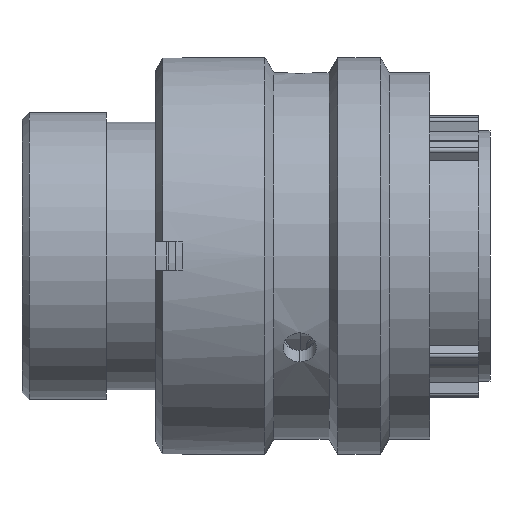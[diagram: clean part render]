
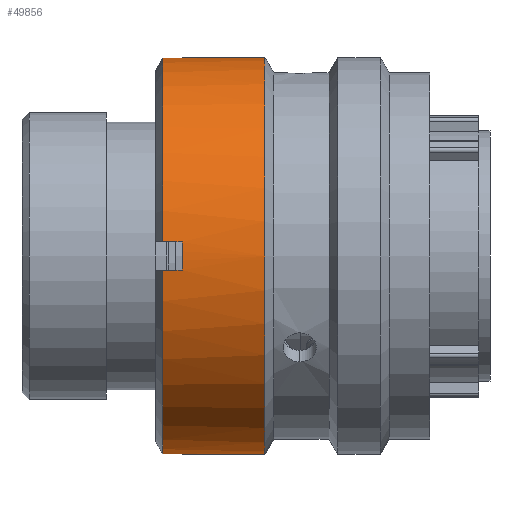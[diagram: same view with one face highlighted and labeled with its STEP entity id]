
A CAD part, front view. The second image highlights one B-rep face of the part: STEP entity #49856.
In plain terms, the highlighted cylindrical face has radius 14.15 mm (diameter 28.3 mm), a partial arc.
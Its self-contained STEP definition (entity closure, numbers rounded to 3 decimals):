
#727 = DIRECTION ( 'NONE',  ( 1., 0., 0. ) ) ;
#819 = VERTEX_POINT ( 'NONE', #22117 ) ;
#1430 = DIRECTION ( 'NONE',  ( 1., 0., 0. ) ) ;
#1433 = CARTESIAN_POINT ( 'NONE',  ( 29.07, -1., -14.115 ) ) ;
#2343 = CARTESIAN_POINT ( 'NONE',  ( 17.324, 0., -14.15 ) ) ;
#4438 = VERTEX_POINT ( 'NONE', #62085 ) ;
#4541 = CARTESIAN_POINT ( 'NONE',  ( 11.42, 0., 0. ) ) ;
#5131 = EDGE_CURVE ( 'NONE', #12671, #56536, #47671, .T. ) ;
#5188 = DIRECTION ( 'NONE',  ( 1., 0., 0. ) ) ;
#6023 = ORIENTED_EDGE ( 'NONE', *, *, #63341, .T. ) ;
#6118 = AXIS2_PLACEMENT_3D ( 'NONE', #17449, #75605, #37363 ) ;
#7320 = ORIENTED_EDGE ( 'NONE', *, *, #62732, .T. ) ;
#9305 = EDGE_CURVE ( 'NONE', #37421, #12671, #34725, .T. ) ;
#10063 = ORIENTED_EDGE ( 'NONE', *, *, #67239, .T. ) ;
#10772 = CIRCLE ( 'NONE', #31691, 14.15 ) ;
#12671 = VERTEX_POINT ( 'NONE', #64680 ) ;
#12758 = CYLINDRICAL_SURFACE ( 'NONE', #70938, 14.15 ) ;
#12875 = DIRECTION ( 'NONE',  ( 1., 0., 0. ) ) ;
#13725 = CARTESIAN_POINT ( 'NONE',  ( 29.07, 0., 14.15 ) ) ;
#14996 = CARTESIAN_POINT ( 'NONE',  ( 29.07, -14.115, 1. ) ) ;
#17449 = CARTESIAN_POINT ( 'NONE',  ( 10.02, 0., 0. ) ) ;
#17938 = VERTEX_POINT ( 'NONE', #49345 ) ;
#18314 = ORIENTED_EDGE ( 'NONE', *, *, #47238, .T. ) ;
#21143 = VERTEX_POINT ( 'NONE', #38402 ) ;
#22117 = CARTESIAN_POINT ( 'NONE',  ( 11.42, 0., -14.15 ) ) ;
#22522 = VECTOR ( 'NONE', #48372, 1000. ) ;
#24021 = EDGE_LOOP ( 'NONE', ( #32765, #68773, #78589, #64778, #35765, #7320, #6023, #31484, #18314, #36119, #10063, #24747 ) ) ;
#24747 = ORIENTED_EDGE ( 'NONE', *, *, #46084, .F. ) ;
#26105 = LINE ( 'NONE', #69570, #78236 ) ;
#27042 = DIRECTION ( 'NONE',  ( 0., 0., -1. ) ) ;
#27611 = DIRECTION ( 'NONE',  ( 0., 0., -1. ) ) ;
#29477 = AXIS2_PLACEMENT_3D ( 'NONE', #4541, #75415, #29483 ) ;
#29483 = DIRECTION ( 'NONE',  ( 0., 0., 1. ) ) ;
#30193 = CARTESIAN_POINT ( 'NONE',  ( 11.42, -14.115, -1. ) ) ;
#30757 = VECTOR ( 'NONE', #73497, 1000. ) ;
#31484 = ORIENTED_EDGE ( 'NONE', *, *, #37990, .T. ) ;
#31691 = AXIS2_PLACEMENT_3D ( 'NONE', #71475, #51869, #51585 ) ;
#32326 = EDGE_CURVE ( 'NONE', #60670, #819, #52188, .T. ) ;
#32765 = ORIENTED_EDGE ( 'NONE', *, *, #80735, .F. ) ;
#34030 = CARTESIAN_POINT ( 'NONE',  ( 10.02, -1., -14.115 ) ) ;
#34725 = CIRCLE ( 'NONE', #70827, 14.15 ) ;
#34806 = CIRCLE ( 'NONE', #52670, 14.15 ) ;
#34932 = EDGE_CURVE ( 'NONE', #68421, #17938, #75874, .T. ) ;
#35765 = ORIENTED_EDGE ( 'NONE', *, *, #34932, .T. ) ;
#36119 = ORIENTED_EDGE ( 'NONE', *, *, #32326, .T. ) ;
#37363 = DIRECTION ( 'NONE',  ( 0., 0., -1. ) ) ;
#37421 = VERTEX_POINT ( 'NONE', #84560 ) ;
#37990 = EDGE_CURVE ( 'NONE', #21143, #82020, #34806, .T. ) ;
#37993 = DIRECTION ( 'NONE',  ( -1., 0., 0. ) ) ;
#38402 = CARTESIAN_POINT ( 'NONE',  ( 10.02, -14.115, -1. ) ) ;
#40991 = AXIS2_PLACEMENT_3D ( 'NONE', #52999, #1430, #59519 ) ;
#42082 = VERTEX_POINT ( 'NONE', #30193 ) ;
#43918 = CARTESIAN_POINT ( 'NONE',  ( 10.02, -1., 14.115 ) ) ;
#45320 = LINE ( 'NONE', #13725, #63672 ) ;
#46084 = EDGE_CURVE ( 'NONE', #4438, #78318, #10772, .T. ) ;
#47238 = EDGE_CURVE ( 'NONE', #82020, #60670, #49202, .T. ) ;
#47671 = LINE ( 'NONE', #77115, #83448 ) ;
#47920 = LINE ( 'NONE', #65672, #53081 ) ;
#48372 = DIRECTION ( 'NONE',  ( 1., 0., 0. ) ) ;
#49202 = LINE ( 'NONE', #1433, #30757 ) ;
#49345 = CARTESIAN_POINT ( 'NONE',  ( 11.42, -14.115, 1. ) ) ;
#49539 = FACE_OUTER_BOUND ( 'NONE', #24021, .T. ) ;
#49856 = ADVANCED_FACE ( 'NONE', ( #49539 ), #12758, .T. ) ;
#51555 = DIRECTION ( 'NONE',  ( 0., 0., 1. ) ) ;
#51585 = DIRECTION ( 'NONE',  ( 0., 0., -1. ) ) ;
#51869 = DIRECTION ( 'NONE',  ( 1., 0., 0. ) ) ;
#52188 = CIRCLE ( 'NONE', #40991, 14.15 ) ;
#52670 = AXIS2_PLACEMENT_3D ( 'NONE', #72994, #53926, #27042 ) ;
#52999 = CARTESIAN_POINT ( 'NONE',  ( 11.42, 0., 0. ) ) ;
#53081 = VECTOR ( 'NONE', #12875, 1000. ) ;
#53926 = DIRECTION ( 'NONE',  ( 1., 0., 0. ) ) ;
#54199 = CARTESIAN_POINT ( 'NONE',  ( 29.07, 0., 0. ) ) ;
#56536 = VERTEX_POINT ( 'NONE', #43918 ) ;
#59519 = DIRECTION ( 'NONE',  ( 0., 0., 1. ) ) ;
#60670 = VERTEX_POINT ( 'NONE', #65877 ) ;
#62085 = CARTESIAN_POINT ( 'NONE',  ( 17.324, 0., 14.15 ) ) ;
#62732 = EDGE_CURVE ( 'NONE', #17938, #42082, #70251, .T. ) ;
#63341 = EDGE_CURVE ( 'NONE', #42082, #21143, #26105, .T. ) ;
#63672 = VECTOR ( 'NONE', #727, 1000. ) ;
#64680 = CARTESIAN_POINT ( 'NONE',  ( 11.42, -1., 14.115 ) ) ;
#64778 = ORIENTED_EDGE ( 'NONE', *, *, #73959, .T. ) ;
#65672 = CARTESIAN_POINT ( 'NONE',  ( 29.07, 0., -14.15 ) ) ;
#65877 = CARTESIAN_POINT ( 'NONE',  ( 11.42, -1., -14.115 ) ) ;
#66736 = DIRECTION ( 'NONE',  ( 1., 0., 0. ) ) ;
#67239 = EDGE_CURVE ( 'NONE', #819, #78318, #47920, .T. ) ;
#68421 = VERTEX_POINT ( 'NONE', #79931 ) ;
#68773 = ORIENTED_EDGE ( 'NONE', *, *, #9305, .T. ) ;
#69570 = CARTESIAN_POINT ( 'NONE',  ( 29.07, -14.115, -1. ) ) ;
#70251 = CIRCLE ( 'NONE', #29477, 14.15 ) ;
#70827 = AXIS2_PLACEMENT_3D ( 'NONE', #83500, #5188, #51555 ) ;
#70938 = AXIS2_PLACEMENT_3D ( 'NONE', #54199, #66736, #27611 ) ;
#71475 = CARTESIAN_POINT ( 'NONE',  ( 17.324, 0., 0. ) ) ;
#72994 = CARTESIAN_POINT ( 'NONE',  ( 10.02, 0., 0. ) ) ;
#73497 = DIRECTION ( 'NONE',  ( 1., 0., 0. ) ) ;
#73959 = EDGE_CURVE ( 'NONE', #56536, #68421, #80813, .T. ) ;
#75415 = DIRECTION ( 'NONE',  ( 1., 0., 0. ) ) ;
#75605 = DIRECTION ( 'NONE',  ( 1., 0., 0. ) ) ;
#75874 = LINE ( 'NONE', #14996, #22522 ) ;
#76777 = DIRECTION ( 'NONE',  ( -1., 0., 0. ) ) ;
#77115 = CARTESIAN_POINT ( 'NONE',  ( 29.07, -1., 14.115 ) ) ;
#78236 = VECTOR ( 'NONE', #76777, 1000. ) ;
#78318 = VERTEX_POINT ( 'NONE', #2343 ) ;
#78589 = ORIENTED_EDGE ( 'NONE', *, *, #5131, .T. ) ;
#79931 = CARTESIAN_POINT ( 'NONE',  ( 10.02, -14.115, 1. ) ) ;
#80735 = EDGE_CURVE ( 'NONE', #37421, #4438, #45320, .T. ) ;
#80813 = CIRCLE ( 'NONE', #6118, 14.15 ) ;
#82020 = VERTEX_POINT ( 'NONE', #34030 ) ;
#83448 = VECTOR ( 'NONE', #37993, 1000. ) ;
#83500 = CARTESIAN_POINT ( 'NONE',  ( 11.42, 0., 0. ) ) ;
#84560 = CARTESIAN_POINT ( 'NONE',  ( 11.42, 0., 14.15 ) ) ;
